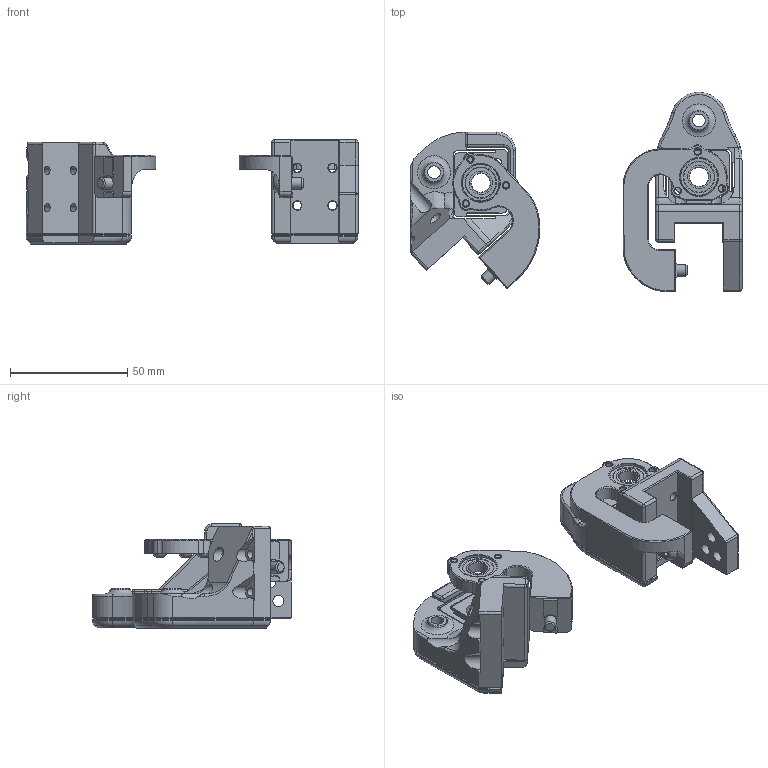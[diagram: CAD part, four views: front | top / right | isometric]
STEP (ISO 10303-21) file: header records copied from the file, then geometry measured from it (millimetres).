
FILE_DESCRIPTION(/* description */ ('','CAx-IF Rec.Pracs.---Representation and Presentation of Product Manufacturing Information (PMI)---4.0---2014-10-13'),/* implementation_level */ '2;1');
FILE_NAME(/* name */ 'Trident_Z_Carriages_FLEX v1.step',/* time_stamp */ '2025-03-09T08:05:19+01:00',/* author */ (''),/* organization */ (''),/* preprocessor_version */ 'ST-DEVELOPER v20',/* originating_system */ 'Autodesk Translation Framework v13.20.0.188',/* authorisation */ '');
FILE_SCHEMA (('AP242_MANAGED_MODEL_BASED_3D_ENGINEERING_MIM_LF { 1 0 10303 442 1 1 4 }'));
Length unit declared in the file: millimetre
Products named in the file (20): _TEMP_Trident_Z_Carriages_FLEX; Z_Carriage_Left_FLEX (1); z_carriage_left (1); [a]_z_carriage_left (1); Spacer; Z_Leadscrew_Fixure_Left; Fixure_Front; F688Z Ball Bearing Flanged v1; M5x10 BHCS (21) (1); M3x6 BHCS (2); M3x6 BHCS (2) (2); M3x6 BHCS (2) (3); Z_Carriage_Rear_3-Hole_FLEX; z_carriage_rear_3hole (1); [a]_z_carriage_rear_3hole (1); Spacer (1); Z_Leadscrew_Fixure_Back; Fixure_Back; M5x10 BHCS (21) (1) (1); F688Z Ball Bearing Flanged v1 (1)
Assembly tree (19 placements, depth 3):
  _TEMP_Trident_Z_Carriages_FLEX
    Z_Carriage_Left_FLEX (1)
      z_carriage_left (1)
      [a]_z_carriage_left (1)
      Spacer
    Z_Leadscrew_Fixure_Left
      Fixure_Front
      F688Z Ball Bearing Flanged v1
      M5x10 BHCS (21) (1)
      M3x6 BHCS (2)
      M3x6 BHCS (2) (2)
      M3x6 BHCS (2) (3)
    Z_Carriage_Rear_3-Hole_FLEX
      z_carriage_rear_3hole (1)
      [a]_z_carriage_rear_3hole (1)
      Spacer (1)
    Z_Leadscrew_Fixure_Back
      Fixure_Back
      M5x10 BHCS (21) (1) (1)
      F688Z Ball Bearing Flanged v1 (1)
Bounding box: 141.73 x 85.01 x 44.43 mm (x, y, z)
Volume: 92716.5 mm3; surface area: 51243.7 mm2
Topology: 15 solids, 15 shells, 1227 faces, 3045 edges, 1909 vertices
Faces by surface type: plane 495, cylinder 318, bspline 200, cone 177, torus 26, sphere 11
Full cylindrical faces by diameter (mm): 2.8 x6, 2.9 x9, 3 x3, 3.2 x4, 3.5 x7, 3.6 x4, 4.7 x7, 5 x2, 5.4 x4, 5.7 x3, 6 x12, 8 x2, 9.5 x2, 10 x4, 10.2 x4, 13 x4, 16 x4, 16.2 x2, 18 x2, 18.2 x2
Entity records: 38165 total; most frequent: CARTESIAN_POINT 9162, ORIENTED_EDGE 6090, DIRECTION 5565, EDGE_CURVE 3045, AXIS2_PLACEMENT_3D 1945, VERTEX_POINT 1909, LINE 1675, VECTOR 1675
